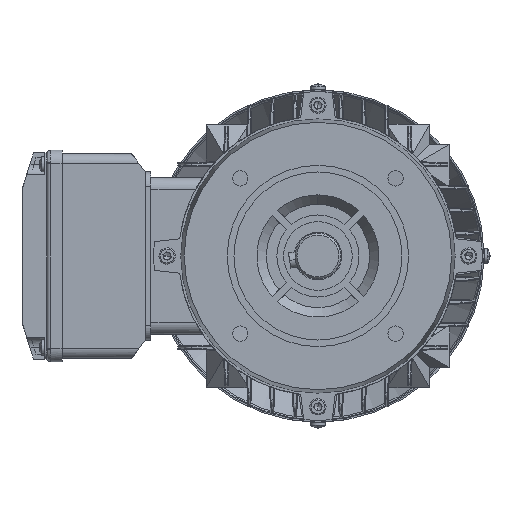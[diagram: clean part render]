
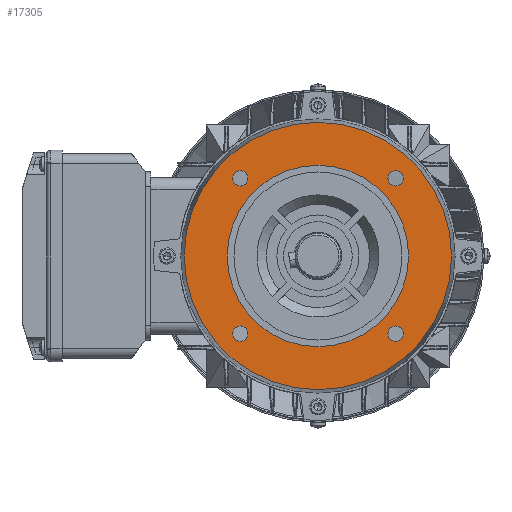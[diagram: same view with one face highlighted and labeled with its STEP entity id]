
A CAD part, left-side view. The second image highlights one B-rep face of the part: STEP entity #17305.
In plain terms, the highlighted planar face has unit normal (-1, 0, 0).
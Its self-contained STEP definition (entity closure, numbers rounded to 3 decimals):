
#13954 = EDGE_CURVE ( 'NONE', #13955, #13957, #71876, .T. ) ;
#13955 = VERTEX_POINT ( 'NONE', #71936 ) ;
#13957 = VERTEX_POINT ( 'NONE', #71935 ) ;
#14008 = EDGE_CURVE ( 'NONE', #14010, #14011, #71982, .T. ) ;
#14010 = VERTEX_POINT ( 'NONE', #72042 ) ;
#14011 = VERTEX_POINT ( 'NONE', #72041 ) ;
#14033 = EDGE_CURVE ( 'NONE', #14034, #14036, #72074, .T. ) ;
#14034 = VERTEX_POINT ( 'NONE', #72067 ) ;
#14036 = VERTEX_POINT ( 'NONE', #72066 ) ;
#14063 = EDGE_CURVE ( 'NONE', #14065, #14066, #72104, .T. ) ;
#14065 = VERTEX_POINT ( 'NONE', #72094 ) ;
#14066 = VERTEX_POINT ( 'NONE', #72093 ) ;
#14659 = VERTEX_POINT ( 'NONE', #73182 ) ;
#14664 = EDGE_CURVE ( 'NONE', #14665, #14659, #73178, .T. ) ;
#14665 = VERTEX_POINT ( 'NONE', #73170 ) ;
#14681 = EDGE_CURVE ( 'NONE', #14682, #14683, #73208, .T. ) ;
#14682 = VERTEX_POINT ( 'NONE', #73198 ) ;
#14683 = VERTEX_POINT ( 'NONE', #73197 ) ;
#17305 = ADVANCED_FACE ( 'NONE', ( #78183, #78147, #78146, #78145, #78144, #78143 ), #78177, .T. ) ;
#17307 = EDGE_LOOP ( 'NONE', ( #17309, #17311 ) ) ;
#17309 = ORIENTED_EDGE ( 'NONE', *, *, #13954, .F. ) ;
#17311 = ORIENTED_EDGE ( 'NONE', *, *, #17313, .F. ) ;
#17313 = EDGE_CURVE ( 'NONE', #13957, #13955, #78212, .T. ) ;
#17314 = EDGE_LOOP ( 'NONE', ( #17317, #17319 ) ) ;
#17317 = ORIENTED_EDGE ( 'NONE', *, *, #14008, .F. ) ;
#17319 = ORIENTED_EDGE ( 'NONE', *, *, #17322, .F. ) ;
#17322 = EDGE_CURVE ( 'NONE', #14011, #14010, #78196, .T. ) ;
#17323 = EDGE_LOOP ( 'NONE', ( #17346, #17348 ) ) ;
#17346 = ORIENTED_EDGE ( 'NONE', *, *, #14063, .F. ) ;
#17348 = ORIENTED_EDGE ( 'NONE', *, *, #17350, .F. ) ;
#17350 = EDGE_CURVE ( 'NONE', #14066, #14065, #78289, .T. ) ;
#17352 = EDGE_LOOP ( 'NONE', ( #17355, #17358 ) ) ;
#17355 = ORIENTED_EDGE ( 'NONE', *, *, #14033, .F. ) ;
#17358 = ORIENTED_EDGE ( 'NONE', *, *, #17360, .F. ) ;
#17360 = EDGE_CURVE ( 'NONE', #14036, #14034, #78323, .T. ) ;
#17361 = EDGE_LOOP ( 'NONE', ( #17364, #17366 ) ) ;
#17364 = ORIENTED_EDGE ( 'NONE', *, *, #14664, .T. ) ;
#17366 = ORIENTED_EDGE ( 'NONE', *, *, #17381, .T. ) ;
#17368 = EDGE_LOOP ( 'NONE', ( #17370, #17393 ) ) ;
#17370 = ORIENTED_EDGE ( 'NONE', *, *, #14681, .F. ) ;
#17381 = EDGE_CURVE ( 'NONE', #14659, #14665, #78341, .T. ) ;
#17393 = ORIENTED_EDGE ( 'NONE', *, *, #17396, .F. ) ;
#17396 = EDGE_CURVE ( 'NONE', #14683, #14682, #78424, .T. ) ;
#71876 = CIRCLE ( 'NONE', #71940, 4. ) ;
#71935 = CARTESIAN_POINT ( 'NONE',  ( 3., -40.659, 44.659 ) ) ;
#71936 = CARTESIAN_POINT ( 'NONE',  ( 3., -40.659, 36.659 ) ) ;
#71937 = DIRECTION ( 'NONE',  ( 0., 0., 1. ) ) ;
#71938 = DIRECTION ( 'NONE',  ( -1., 0., 0. ) ) ;
#71939 = CARTESIAN_POINT ( 'NONE',  ( 3., -40.659, 40.659 ) ) ;
#71940 = AXIS2_PLACEMENT_3D ( 'NONE', #71939, #71938, #71937 ) ;
#71982 = CIRCLE ( 'NONE', #71988, 4. ) ;
#71988 = AXIS2_PLACEMENT_3D ( 'NONE', #72049, #72048, #72047 ) ;
#72041 = CARTESIAN_POINT ( 'NONE',  ( 3., -40.659, -36.659 ) ) ;
#72042 = CARTESIAN_POINT ( 'NONE',  ( 3., -40.659, -44.659 ) ) ;
#72047 = DIRECTION ( 'NONE',  ( 0., 0., 1. ) ) ;
#72048 = DIRECTION ( 'NONE',  ( -1., 0., 0. ) ) ;
#72049 = CARTESIAN_POINT ( 'NONE',  ( 3., -40.659, -40.659 ) ) ;
#72066 = CARTESIAN_POINT ( 'NONE',  ( 3., 40.659, 44.659 ) ) ;
#72067 = CARTESIAN_POINT ( 'NONE',  ( 3., 40.659, 36.659 ) ) ;
#72069 = DIRECTION ( 'NONE',  ( 0., 0., 1. ) ) ;
#72070 = DIRECTION ( 'NONE',  ( -1., 0., 0. ) ) ;
#72071 = CARTESIAN_POINT ( 'NONE',  ( 3., 40.659, 40.659 ) ) ;
#72073 = AXIS2_PLACEMENT_3D ( 'NONE', #72071, #72070, #72069 ) ;
#72074 = CIRCLE ( 'NONE', #72073, 4. ) ;
#72093 = CARTESIAN_POINT ( 'NONE',  ( 3., 40.659, -36.659 ) ) ;
#72094 = CARTESIAN_POINT ( 'NONE',  ( 3., 40.659, -44.659 ) ) ;
#72095 = DIRECTION ( 'NONE',  ( 0., 0., 1. ) ) ;
#72096 = DIRECTION ( 'NONE',  ( -1., 0., 0. ) ) ;
#72097 = CARTESIAN_POINT ( 'NONE',  ( 3., 40.659, -40.659 ) ) ;
#72098 = AXIS2_PLACEMENT_3D ( 'NONE', #72097, #72096, #72095 ) ;
#72104 = CIRCLE ( 'NONE', #72098, 4. ) ;
#73170 = CARTESIAN_POINT ( 'NONE',  ( 3., 0., 70. ) ) ;
#73171 = DIRECTION ( 'NONE',  ( 0., 0., 1. ) ) ;
#73172 = DIRECTION ( 'NONE',  ( -1., 0., 0. ) ) ;
#73173 = CARTESIAN_POINT ( 'NONE',  ( 3., 0., 0. ) ) ;
#73174 = AXIS2_PLACEMENT_3D ( 'NONE', #73173, #73172, #73171 ) ;
#73178 = CIRCLE ( 'NONE', #73174, 70. ) ;
#73182 = CARTESIAN_POINT ( 'NONE',  ( 3., 0., -70. ) ) ;
#73197 = CARTESIAN_POINT ( 'NONE',  ( 3., 0., -47.5 ) ) ;
#73198 = CARTESIAN_POINT ( 'NONE',  ( 3., 0., 47.5 ) ) ;
#73199 = DIRECTION ( 'NONE',  ( 0., 0., 1. ) ) ;
#73200 = DIRECTION ( 'NONE',  ( -1., 0., 0. ) ) ;
#73201 = CARTESIAN_POINT ( 'NONE',  ( 3., 0., 0. ) ) ;
#73202 = AXIS2_PLACEMENT_3D ( 'NONE', #73201, #73200, #73199 ) ;
#73208 = CIRCLE ( 'NONE', #73202, 47.5 ) ;
#78143 = FACE_BOUND ( 'NONE', #17368, .T. ) ;
#78144 = FACE_OUTER_BOUND ( 'NONE', #17361, .T. ) ;
#78145 = FACE_BOUND ( 'NONE', #17352, .T. ) ;
#78146 = FACE_BOUND ( 'NONE', #17323, .T. ) ;
#78147 = FACE_BOUND ( 'NONE', #17314, .T. ) ;
#78172 = DIRECTION ( 'NONE',  ( 0., 0., 1. ) ) ;
#78173 = DIRECTION ( 'NONE',  ( -1., 0., 0. ) ) ;
#78174 = CARTESIAN_POINT ( 'NONE',  ( 3., -28.387, 0. ) ) ;
#78175 = AXIS2_PLACEMENT_3D ( 'NONE', #78174, #78173, #78172 ) ;
#78177 = PLANE ( 'NONE',  #78175 ) ;
#78183 = FACE_BOUND ( 'NONE', #17307, .T. ) ;
#78191 = DIRECTION ( 'NONE',  ( 0., 0., 1. ) ) ;
#78192 = DIRECTION ( 'NONE',  ( -1., 0., 0. ) ) ;
#78193 = CARTESIAN_POINT ( 'NONE',  ( 3., -40.659, -40.659 ) ) ;
#78194 = AXIS2_PLACEMENT_3D ( 'NONE', #78193, #78192, #78191 ) ;
#78196 = CIRCLE ( 'NONE', #78194, 4. ) ;
#78208 = DIRECTION ( 'NONE',  ( 0., 0., 1. ) ) ;
#78209 = DIRECTION ( 'NONE',  ( -1., 0., 0. ) ) ;
#78210 = CARTESIAN_POINT ( 'NONE',  ( 3., -40.659, 40.659 ) ) ;
#78211 = AXIS2_PLACEMENT_3D ( 'NONE', #78210, #78209, #78208 ) ;
#78212 = CIRCLE ( 'NONE', #78211, 4. ) ;
#78282 = CARTESIAN_POINT ( 'NONE',  ( 3., 40.659, 40.659 ) ) ;
#78285 = DIRECTION ( 'NONE',  ( 0., 0., 1. ) ) ;
#78286 = DIRECTION ( 'NONE',  ( -1., 0., 0. ) ) ;
#78287 = CARTESIAN_POINT ( 'NONE',  ( 3., 40.659, -40.659 ) ) ;
#78288 = AXIS2_PLACEMENT_3D ( 'NONE', #78287, #78286, #78285 ) ;
#78289 = CIRCLE ( 'NONE', #78288, 4. ) ;
#78320 = DIRECTION ( 'NONE',  ( 0., 0., 1. ) ) ;
#78321 = DIRECTION ( 'NONE',  ( -1., 0., 0. ) ) ;
#78322 = AXIS2_PLACEMENT_3D ( 'NONE', #78282, #78321, #78320 ) ;
#78323 = CIRCLE ( 'NONE', #78322, 4. ) ;
#78332 = DIRECTION ( 'NONE',  ( 0., 0., 1. ) ) ;
#78333 = DIRECTION ( 'NONE',  ( -1., 0., 0. ) ) ;
#78334 = CARTESIAN_POINT ( 'NONE',  ( 3., 0., 0. ) ) ;
#78335 = AXIS2_PLACEMENT_3D ( 'NONE', #78334, #78333, #78332 ) ;
#78341 = CIRCLE ( 'NONE', #78335, 70. ) ;
#78420 = DIRECTION ( 'NONE',  ( 0., 0., 1. ) ) ;
#78421 = DIRECTION ( 'NONE',  ( -1., 0., 0. ) ) ;
#78422 = CARTESIAN_POINT ( 'NONE',  ( 3., 0., 0. ) ) ;
#78423 = AXIS2_PLACEMENT_3D ( 'NONE', #78422, #78421, #78420 ) ;
#78424 = CIRCLE ( 'NONE', #78423, 47.5 ) ;
